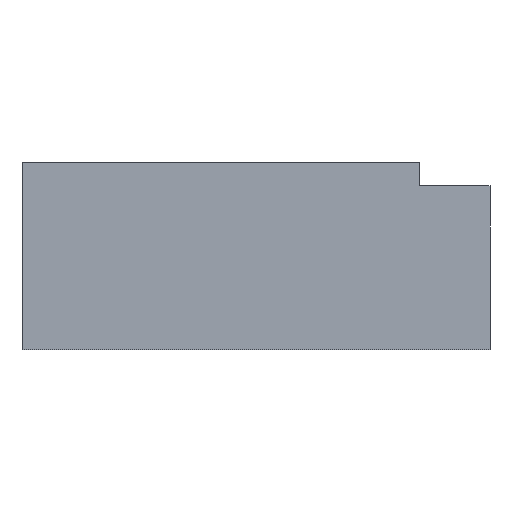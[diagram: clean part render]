
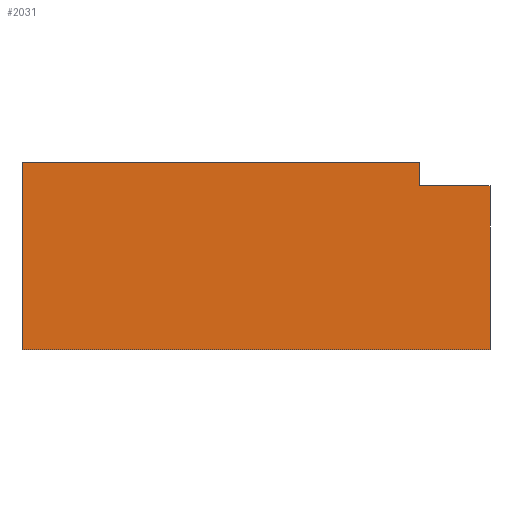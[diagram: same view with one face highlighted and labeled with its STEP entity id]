
A CAD part, front view. The second image highlights one B-rep face of the part: STEP entity #2031.
In plain terms, the highlighted planar face has unit normal (0, -1, 0).
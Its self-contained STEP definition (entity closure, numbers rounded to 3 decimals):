
#319=FACE_OUTER_BOUND('',#438,.T.);
#438=EDGE_LOOP('',(#1862,#1863,#1864,#1865,#1866,#1867));
#594=LINE('',#3929,#767);
#604=LINE('',#3966,#777);
#605=LINE('',#3970,#778);
#612=LINE('',#3983,#785);
#613=LINE('',#3986,#786);
#614=LINE('',#3987,#787);
#767=VECTOR('',#2334,10.);
#777=VECTOR('',#2374,10.);
#778=VECTOR('',#2379,10.);
#785=VECTOR('',#2390,10.);
#786=VECTOR('',#2393,10.);
#787=VECTOR('',#2394,10.);
#967=VERTEX_POINT('',#3927);
#968=VERTEX_POINT('',#3928);
#980=VERTEX_POINT('',#3963);
#981=VERTEX_POINT('',#3969);
#985=VERTEX_POINT('',#3981);
#986=VERTEX_POINT('',#3985);
#1254=EDGE_CURVE('',#967,#968,#594,.T.);
#1272=EDGE_CURVE('',#980,#968,#604,.T.);
#1273=EDGE_CURVE('',#980,#981,#605,.T.);
#1280=EDGE_CURVE('',#985,#981,#612,.T.);
#1281=EDGE_CURVE('',#986,#985,#613,.T.);
#1282=EDGE_CURVE('',#986,#967,#614,.T.);
#1862=ORIENTED_EDGE('',*,*,#1281,.T.);
#1863=ORIENTED_EDGE('',*,*,#1280,.T.);
#1864=ORIENTED_EDGE('',*,*,#1273,.F.);
#1865=ORIENTED_EDGE('',*,*,#1272,.T.);
#1866=ORIENTED_EDGE('',*,*,#1254,.F.);
#1867=ORIENTED_EDGE('',*,*,#1282,.F.);
#1922=PLANE('',#2104);
#2031=ADVANCED_FACE('',(#319),#1922,.T.);
#2104=AXIS2_PLACEMENT_3D('',#3984,#2391,#2392);
#2334=DIRECTION('',(1.,0.,0.));
#2374=DIRECTION('',(0.,0.,1.));
#2379=DIRECTION('',(1.,0.,0.));
#2390=DIRECTION('',(0.,0.,1.));
#2391=DIRECTION('center_axis',(0.,-1.,0.));
#2392=DIRECTION('ref_axis',(1.,0.,0.));
#2393=DIRECTION('',(1.,0.,0.));
#2394=DIRECTION('',(0.,0.,1.));
#3927=CARTESIAN_POINT('',(0.,0.,8.));
#3928=CARTESIAN_POINT('',(17.,0.,8.));
#3929=CARTESIAN_POINT('',(17.,0.,8.));
#3963=CARTESIAN_POINT('',(17.,0.,7.));
#3966=CARTESIAN_POINT('',(17.,0.,7.));
#3969=CARTESIAN_POINT('',(20.,0.,7.));
#3970=CARTESIAN_POINT('',(0.,0.,7.));
#3981=CARTESIAN_POINT('',(20.,0.,0.));
#3983=CARTESIAN_POINT('',(20.,0.,0.));
#3984=CARTESIAN_POINT('Origin',(0.,0.,0.));
#3985=CARTESIAN_POINT('',(0.,0.,0.));
#3986=CARTESIAN_POINT('',(0.,0.,0.));
#3987=CARTESIAN_POINT('',(0.,0.,0.));
